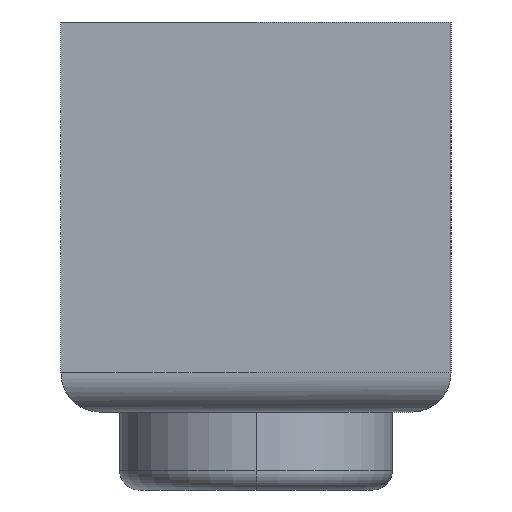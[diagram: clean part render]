
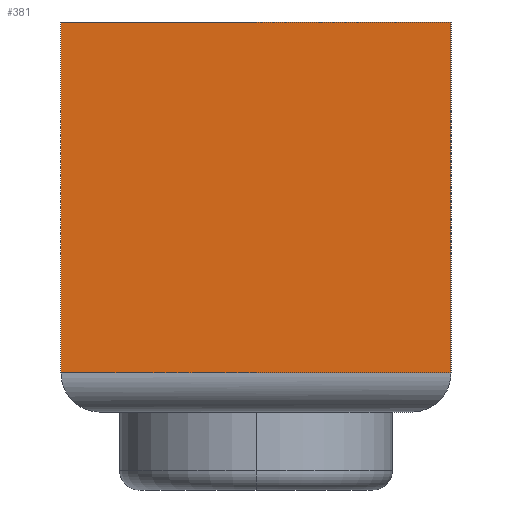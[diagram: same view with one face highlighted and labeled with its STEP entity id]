
A CAD part, left-side view. The second image highlights one B-rep face of the part: STEP entity #381.
In plain terms, the highlighted planar face has unit normal (-1, 0, 0).
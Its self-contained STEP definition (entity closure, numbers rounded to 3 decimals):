
#2 = EDGE_CURVE ( 'NONE', #75, #46, #58, .T. ) ;
#3 = DIRECTION ( 'NONE',  ( 0., -1., 0. ) ) ;
#37 = ORIENTED_EDGE ( 'NONE', *, *, #82, .F. ) ;
#46 = VERTEX_POINT ( 'NONE', #100 ) ;
#48 = CARTESIAN_POINT ( 'NONE',  ( 0., 0., 10. ) ) ;
#57 = CARTESIAN_POINT ( 'NONE',  ( 0., 0., 10. ) ) ;
#58 = LINE ( 'NONE', #160, #429 ) ;
#59 = CARTESIAN_POINT ( 'NONE',  ( 0., 0., 1. ) ) ;
#75 = VERTEX_POINT ( 'NONE', #180 ) ;
#79 = DIRECTION ( 'NONE',  ( 0., 0., -1. ) ) ;
#81 = VERTEX_POINT ( 'NONE', #139 ) ;
#82 = EDGE_CURVE ( 'NONE', #75, #81, #327, .T. ) ;
#84 = ORIENTED_EDGE ( 'NONE', *, *, #2, .T. ) ;
#86 = LINE ( 'NONE', #234, #260 ) ;
#100 = CARTESIAN_POINT ( 'NONE',  ( 0., 10., 1. ) ) ;
#111 = ORIENTED_EDGE ( 'NONE', *, *, #209, .T. ) ;
#116 = ORIENTED_EDGE ( 'NONE', *, *, #261, .F. ) ;
#117 = LINE ( 'NONE', #190, #221 ) ;
#139 = CARTESIAN_POINT ( 'NONE',  ( 0., 0., 10. ) ) ;
#160 = CARTESIAN_POINT ( 'NONE',  ( 0., 10., 10. ) ) ;
#166 = DIRECTION ( 'NONE',  ( 1., 0., 0. ) ) ;
#180 = CARTESIAN_POINT ( 'NONE',  ( 0., 10., 10. ) ) ;
#190 = CARTESIAN_POINT ( 'NONE',  ( 0., 0., 1. ) ) ;
#209 = EDGE_CURVE ( 'NONE', #46, #369, #117, .T. ) ;
#221 = VECTOR ( 'NONE', #333, 1000. ) ;
#234 = CARTESIAN_POINT ( 'NONE',  ( 0., 0., 10. ) ) ;
#260 = VECTOR ( 'NONE', #79, 1000. ) ;
#261 = EDGE_CURVE ( 'NONE', #81, #369, #86, .T. ) ;
#327 = LINE ( 'NONE', #48, #446 ) ;
#333 = DIRECTION ( 'NONE',  ( 0., -1., 0. ) ) ;
#347 = DIRECTION ( 'NONE',  ( 0., 0., -1. ) ) ;
#369 = VERTEX_POINT ( 'NONE', #59 ) ;
#381 = ADVANCED_FACE ( 'NONE', ( #451 ), #383, .F. ) ;
#383 = PLANE ( 'NONE',  #392 ) ;
#392 = AXIS2_PLACEMENT_3D ( 'NONE', #57, #166, #347 ) ;
#418 = DIRECTION ( 'NONE',  ( 0., 0., -1. ) ) ;
#428 = EDGE_LOOP ( 'NONE', ( #84, #111, #116, #37 ) ) ;
#429 = VECTOR ( 'NONE', #418, 1000. ) ;
#446 = VECTOR ( 'NONE', #3, 1000. ) ;
#451 = FACE_OUTER_BOUND ( 'NONE', #428, .T. ) ;
